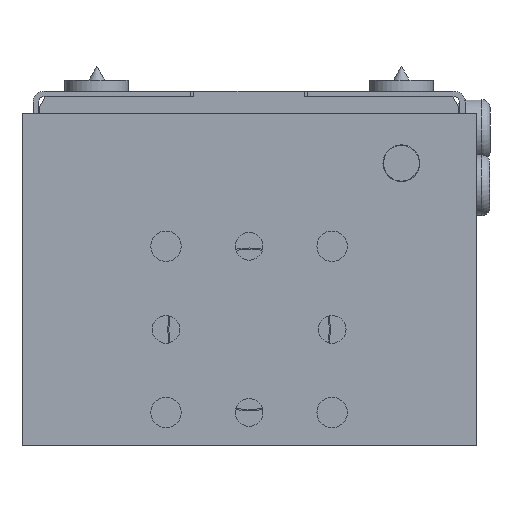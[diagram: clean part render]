
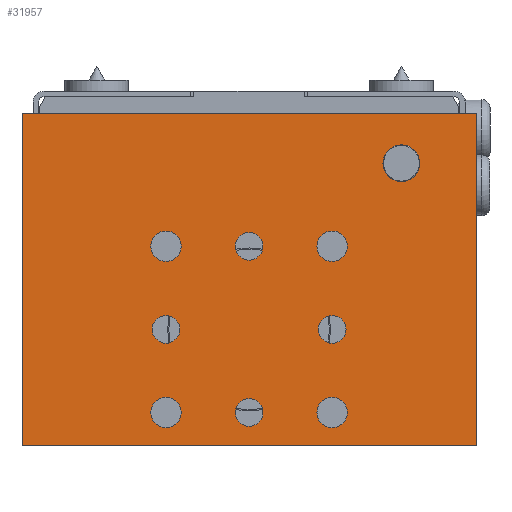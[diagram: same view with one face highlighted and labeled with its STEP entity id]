
A CAD part, left-side view. The second image highlights one B-rep face of the part: STEP entity #31957.
In plain terms, the highlighted face is planar.
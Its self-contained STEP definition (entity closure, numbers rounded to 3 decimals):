
#31819=CARTESIAN_POINT('',(247.,0.,29.));
#31820=DIRECTION('',(1.0,0.0,0.0));
#31821=DIRECTION('',(0.0,1.0,0.0));
#31822=AXIS2_PLACEMENT_3D('',#31819,#31820,#31821);
#31823=PLANE('',#31822);
#31824=CARTESIAN_POINT('',(247.,-41.,-1.));
#31825=VERTEX_POINT('',#31824);
#31826=CARTESIAN_POINT('',(247.,-41.,59.));
#31827=VERTEX_POINT('',#31826);
#31828=CARTESIAN_POINT('',(247.,-41.,-1.));
#31829=DIRECTION('',(0.0,0.0,1.0));
#31830=VECTOR('',#31829,60.);
#31831=LINE('',#31828,#31830);
#31832=EDGE_CURVE('',#31825,#31827,#31831,.T.);
#31833=ORIENTED_EDGE('',*,*,#31832,.F.);
#31834=CARTESIAN_POINT('',(247.,41.,-1.));
#31835=VERTEX_POINT('',#31834);
#31836=CARTESIAN_POINT('',(247.,41.,-1.));
#31837=DIRECTION('',(0.0,-1.0,0.0));
#31838=VECTOR('',#31837,82.);
#31839=LINE('',#31836,#31838);
#31840=EDGE_CURVE('',#31835,#31825,#31839,.T.);
#31841=ORIENTED_EDGE('',*,*,#31840,.F.);
#31842=CARTESIAN_POINT('',(247.,41.,59.));
#31843=VERTEX_POINT('',#31842);
#31844=CARTESIAN_POINT('',(247.,41.,59.));
#31845=DIRECTION('',(0.0,0.0,-1.0));
#31846=VECTOR('',#31845,60.0);
#31847=LINE('',#31844,#31846);
#31848=EDGE_CURVE('',#31843,#31835,#31847,.T.);
#31849=ORIENTED_EDGE('',*,*,#31848,.F.);
#31850=CARTESIAN_POINT('',(247.,-41.,59.));
#31851=DIRECTION('',(0.0,1.0,0.0));
#31852=VECTOR('',#31851,82.);
#31853=LINE('',#31850,#31852);
#31854=EDGE_CURVE('',#31827,#31843,#31853,.T.);
#31855=ORIENTED_EDGE('',*,*,#31854,.F.);
#31856=EDGE_LOOP('',(#31833,#31841,#31849,#31855));
#31857=FACE_OUTER_BOUND('',#31856,.T.);
#31858=CARTESIAN_POINT('',(247.,30.824,50.));
#31859=VERTEX_POINT('',#31858);
#31860=CARTESIAN_POINT('',(247.,27.5,50.));
#31861=DIRECTION('',(-1.0,0.0,0.0));
#31862=DIRECTION('',(0.0,-1.0,0.0));
#31863=AXIS2_PLACEMENT_3D('',#31860,#31861,#31862);
#31864=CIRCLE('',#31863,3.324);
#31865=EDGE_CURVE('',#31859,#31859,#31864,.T.);
#31866=ORIENTED_EDGE('',*,*,#31865,.T.);
#31867=EDGE_LOOP('',(#31866));
#31868=FACE_BOUND('',#31867,.T.);
#31869=CARTESIAN_POINT('',(247.,2.5,5.));
#31870=VERTEX_POINT('',#31869);
#31871=CARTESIAN_POINT('',(247.,0.,5.));
#31872=DIRECTION('',(-1.0,0.0,0.0));
#31873=DIRECTION('',(0.0,1.0,0.0));
#31874=AXIS2_PLACEMENT_3D('',#31871,#31872,#31873);
#31875=CIRCLE('',#31874,2.5);
#31876=EDGE_CURVE('',#31870,#31870,#31875,.T.);
#31877=ORIENTED_EDGE('',*,*,#31876,.T.);
#31878=EDGE_LOOP('',(#31877));
#31879=FACE_BOUND('',#31878,.T.);
#31880=CARTESIAN_POINT('',(247.,2.5,35.));
#31881=VERTEX_POINT('',#31880);
#31882=CARTESIAN_POINT('',(247.,0.,35.));
#31883=DIRECTION('',(-1.0,0.0,0.0));
#31884=DIRECTION('',(0.0,1.0,0.0));
#31885=AXIS2_PLACEMENT_3D('',#31882,#31883,#31884);
#31886=CIRCLE('',#31885,2.5);
#31887=EDGE_CURVE('',#31881,#31881,#31886,.T.);
#31888=ORIENTED_EDGE('',*,*,#31887,.T.);
#31889=EDGE_LOOP('',(#31888));
#31890=FACE_BOUND('',#31889,.T.);
#31891=CARTESIAN_POINT('',(247.,-12.5,20.));
#31892=VERTEX_POINT('',#31891);
#31893=CARTESIAN_POINT('',(247.,-15.,20.));
#31894=DIRECTION('',(-1.0,0.0,0.0));
#31895=DIRECTION('',(0.0,1.0,0.0));
#31896=AXIS2_PLACEMENT_3D('',#31893,#31894,#31895);
#31897=CIRCLE('',#31896,2.5);
#31898=EDGE_CURVE('',#31892,#31892,#31897,.T.);
#31899=ORIENTED_EDGE('',*,*,#31898,.T.);
#31900=EDGE_LOOP('',(#31899));
#31901=FACE_BOUND('',#31900,.T.);
#31902=CARTESIAN_POINT('',(247.,17.5,20.));
#31903=VERTEX_POINT('',#31902);
#31904=CARTESIAN_POINT('',(247.,15.,20.));
#31905=DIRECTION('',(-1.0,0.0,0.0));
#31906=DIRECTION('',(0.0,1.0,0.0));
#31907=AXIS2_PLACEMENT_3D('',#31904,#31905,#31906);
#31908=CIRCLE('',#31907,2.5);
#31909=EDGE_CURVE('',#31903,#31903,#31908,.T.);
#31910=ORIENTED_EDGE('',*,*,#31909,.T.);
#31911=EDGE_LOOP('',(#31910));
#31912=FACE_BOUND('',#31911,.T.);
#31913=CARTESIAN_POINT('',(247.,17.75,35.));
#31914=VERTEX_POINT('',#31913);
#31915=CARTESIAN_POINT('',(247.,15.,35.));
#31916=DIRECTION('',(-1.0,0.0,0.0));
#31917=DIRECTION('',(0.0,-1.0,0.0));
#31918=AXIS2_PLACEMENT_3D('',#31915,#31916,#31917);
#31919=CIRCLE('',#31918,2.75);
#31920=EDGE_CURVE('',#31914,#31914,#31919,.T.);
#31921=ORIENTED_EDGE('',*,*,#31920,.T.);
#31922=EDGE_LOOP('',(#31921));
#31923=FACE_BOUND('',#31922,.T.);
#31924=CARTESIAN_POINT('',(247.,-12.25,5.));
#31925=VERTEX_POINT('',#31924);
#31926=CARTESIAN_POINT('',(247.,-15.,5.));
#31927=DIRECTION('',(-1.0,0.0,0.0));
#31928=DIRECTION('',(0.0,-1.0,0.0));
#31929=AXIS2_PLACEMENT_3D('',#31926,#31927,#31928);
#31930=CIRCLE('',#31929,2.75);
#31931=EDGE_CURVE('',#31925,#31925,#31930,.T.);
#31932=ORIENTED_EDGE('',*,*,#31931,.T.);
#31933=EDGE_LOOP('',(#31932));
#31934=FACE_BOUND('',#31933,.T.);
#31935=CARTESIAN_POINT('',(247.,-12.25,35.));
#31936=VERTEX_POINT('',#31935);
#31937=CARTESIAN_POINT('',(247.,-15.,35.));
#31938=DIRECTION('',(-1.0,0.0,0.0));
#31939=DIRECTION('',(0.0,-1.0,0.0));
#31940=AXIS2_PLACEMENT_3D('',#31937,#31938,#31939);
#31941=CIRCLE('',#31940,2.75);
#31942=EDGE_CURVE('',#31936,#31936,#31941,.T.);
#31943=ORIENTED_EDGE('',*,*,#31942,.T.);
#31944=EDGE_LOOP('',(#31943));
#31945=FACE_BOUND('',#31944,.T.);
#31946=CARTESIAN_POINT('',(247.,17.75,5.));
#31947=VERTEX_POINT('',#31946);
#31948=CARTESIAN_POINT('',(247.,15.,5.));
#31949=DIRECTION('',(-1.0,0.0,0.0));
#31950=DIRECTION('',(0.0,-1.0,0.0));
#31951=AXIS2_PLACEMENT_3D('',#31948,#31949,#31950);
#31952=CIRCLE('',#31951,2.75);
#31953=EDGE_CURVE('',#31947,#31947,#31952,.T.);
#31954=ORIENTED_EDGE('',*,*,#31953,.T.);
#31955=EDGE_LOOP('',(#31954));
#31956=FACE_BOUND('',#31955,.T.);
#31957=ADVANCED_FACE('',(#31857,#31868,#31879,#31890,#31901,#31912,#31923,#31934,#31945,#31956),#31823,.T.);
